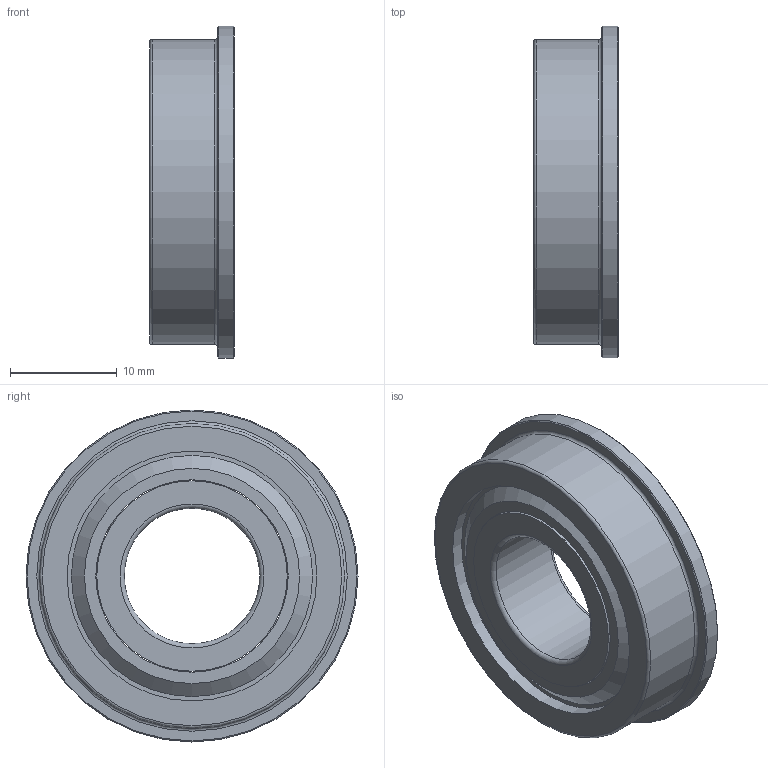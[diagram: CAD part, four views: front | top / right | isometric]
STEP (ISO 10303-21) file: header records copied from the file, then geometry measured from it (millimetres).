
FILE_DESCRIPTION(/* description */ (''),/* implementation_level */ '2;1');
FILE_NAME(/* name */ 'DBK_FR8ZZBearing_am-0030.ipt.step',/* time_stamp */ '2014-01-01T17:22:53-08:00',/* author */ ('Autodesk Inc.'),/* organization */ ('Autodesk Inc.'),/* preprocessor_version */ 'ST-DEVELOPER v15.2',/* originating_system */ 'Autodesk Inventor 2014',/* authorisation */ '');
FILE_SCHEMA (('AUTOMOTIVE_DESIGN { 1 0 10303 214 3 1 1 }'));
Length unit declared in the file: inch
Products named in the file (1): DBK_FR8ZZBearing_am-0030
Bounding box: 7.95 x 31.11 x 31.11 mm (x, y, z)
Volume: 3542 mm3; surface area: 4758.9 mm2
Topology: 3 solids, 3 shells, 56 faces, 154 edges, 113 vertices
Faces by surface type: sphere 20, cylinder 13, plane 13, torus 6, cone 4
Full cylindrical faces by diameter (mm): 12.7 x1, 17.855 x2, 18.033 x2, 19.445 x1, 21.83 x1, 23.42 x4, 28.575 x1, 31.115 x1
Entity records: 2017 total; most frequent: CARTESIAN_POINT 989, DIRECTION 186, ORIENTED_EDGE 152, EDGE_LOOP 112, AXIS2_PLACEMENT_3D 93, VERTEX_POINT 76, EDGE_CURVE 76, FACE_BOUND 59
